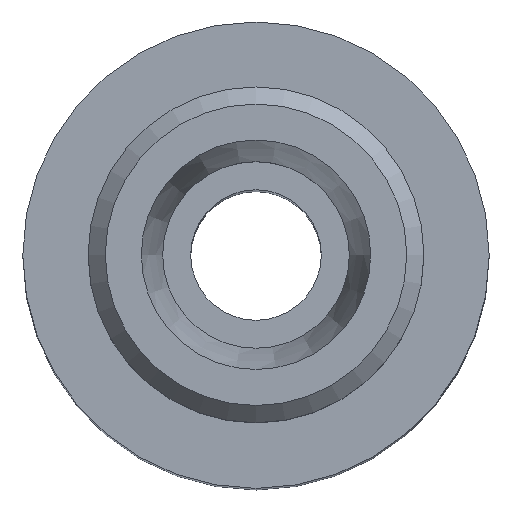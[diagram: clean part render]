
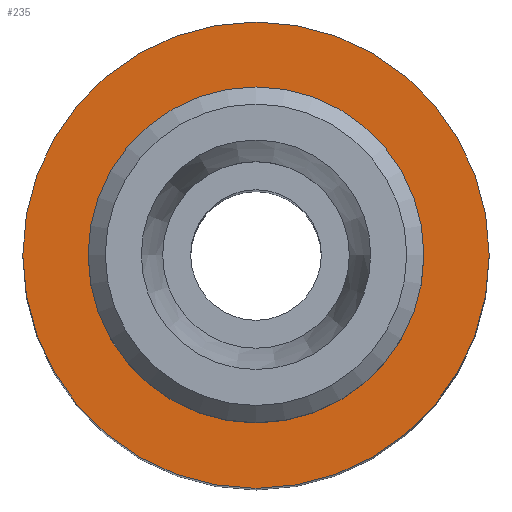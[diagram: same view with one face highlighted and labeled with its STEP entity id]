
A CAD part, top view. The second image highlights one B-rep face of the part: STEP entity #235.
In plain terms, the highlighted planar face has unit normal (0, 0, 1).
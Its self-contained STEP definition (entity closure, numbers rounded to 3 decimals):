
#64=ORIENTED_EDGE('',*,*,#90,.T.);
#65=ORIENTED_EDGE('',*,*,#89,.F.);
#89=EDGE_CURVE('',#109,#109,#129,.T.);
#90=EDGE_CURVE('',#110,#110,#130,.T.);
#109=VERTEX_POINT('',#422);
#110=VERTEX_POINT('',#425);
#129=CIRCLE('',#283,12.5);
#130=CIRCLE('',#285,8.08);
#164=EDGE_LOOP('',(#64));
#165=EDGE_LOOP('',(#65));
#204=FACE_BOUND('',#164,.T.);
#205=FACE_BOUND('',#165,.T.);
#219=PLANE('',#284);
#235=ADVANCED_FACE('',(#204,#205),#219,.T.);
#283=AXIS2_PLACEMENT_3D('',#421,#355,#356);
#284=AXIS2_PLACEMENT_3D('',#423,#357,#358);
#285=AXIS2_PLACEMENT_3D('',#424,#359,#360);
#355=DIRECTION('',(0.,0.,-1.));
#356=DIRECTION('',(-1.,0.,0.));
#357=DIRECTION('',(0.,0.,1.));
#358=DIRECTION('',(1.,0.,0.));
#359=DIRECTION('',(0.,0.,-1.));
#360=DIRECTION('',(-1.,0.,0.));
#421=CARTESIAN_POINT('',(0.,0.,-4.5));
#422=CARTESIAN_POINT('',(-12.5,0.,-4.5));
#423=CARTESIAN_POINT('',(0.,12.5,-4.5));
#424=CARTESIAN_POINT('',(0.,0.,-4.5));
#425=CARTESIAN_POINT('',(-8.08,0.,-4.5));
